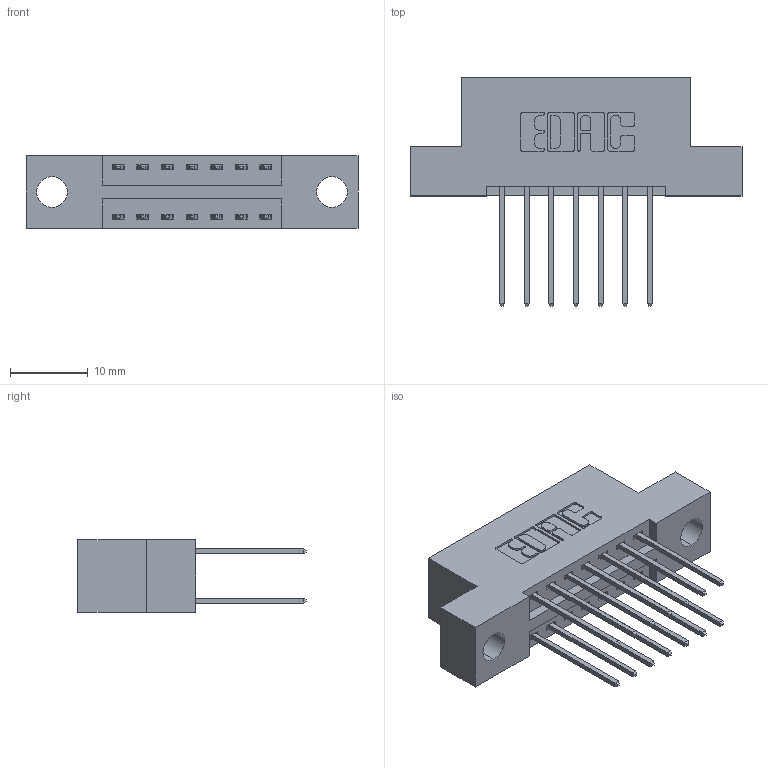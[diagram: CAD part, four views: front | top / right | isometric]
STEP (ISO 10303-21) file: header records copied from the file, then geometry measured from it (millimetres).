
FILE_DESCRIPTION (( 'STEP AP203' ), '1' );
FILE_NAME ('346-014-540-204.STEP', '2022-05-18T14:23:09', ( '' ), ( '' ), 'SwSTEP 2.0', 'SolidWorks 2020', '' );
FILE_SCHEMA (( 'CONFIG_CONTROL_DESIGN' ));
Length unit declared in the file: inch
Products named in the file (3): 345-292-001_345-293-140; 346 Part_Flush Mounting Lugs - 0.156 Dia-TH; 346-014-540-204
Assembly tree (15 placements, depth 2):
  346-014-540-204
    346 Part_Flush Mounting Lugs - 0.156 Dia-TH
    345-292-001_345-293-140  x14
Bounding box: 42.8 x 29.46 x 9.4 mm (x, y, z)
Volume: 3848.7 mm3; surface area: 4839.1 mm2
Topology: 15 solids, 15 shells, 864 faces, 2535 edges, 1670 vertices
Faces by surface type: plane 580, cylinder 284
Entity records: 9717 total; most frequent: CARTESIAN_POINT 1654, ORIENTED_EDGE 1586, DIRECTION 1509, EDGE_CURVE 793, LINE 633, VECTOR 633, VERTEX_POINT 526, AXIS2_PLACEMENT_3D 438
